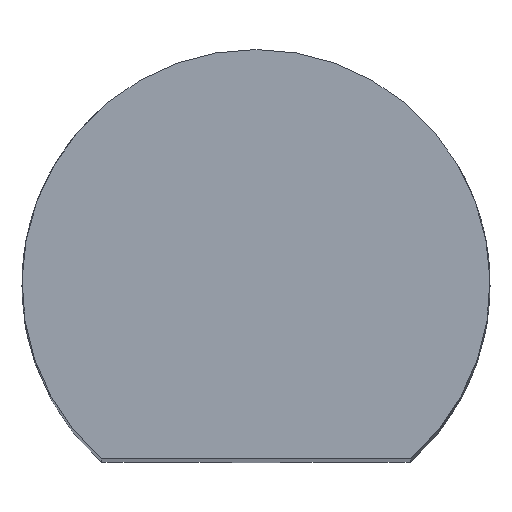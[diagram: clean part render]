
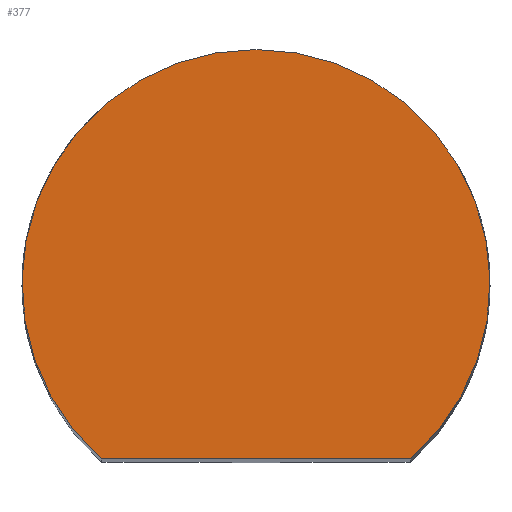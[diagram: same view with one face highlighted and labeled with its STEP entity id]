
A CAD part, top view. The second image highlights one B-rep face of the part: STEP entity #377.
In plain terms, the highlighted planar face has unit normal (0, 0, 1).
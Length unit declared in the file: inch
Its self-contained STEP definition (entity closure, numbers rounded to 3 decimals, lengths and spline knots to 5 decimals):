
#16 = AXIS2_PLACEMENT_3D ( 'NONE', #179, #47, #300 ) ;
#33 = CARTESIAN_POINT ( 'NONE',  ( 0.08268, -0.09375, 0.875 ) ) ;
#45 = FACE_OUTER_BOUND ( 'NONE', #154, .T. ) ;
#47 = DIRECTION ( 'NONE',  ( 0., 0., 1. ) ) ;
#51 = LINE ( 'NONE', #302, #533 ) ;
#84 = PLANE ( 'NONE',  #16 ) ;
#95 = ORIENTED_EDGE ( 'NONE', *, *, #401, .F. ) ;
#149 = VERTEX_POINT ( 'NONE', #33 ) ;
#154 = EDGE_LOOP ( 'NONE', ( #95, #364 ) ) ;
#156 = EDGE_CURVE ( 'NONE', #149, #230, #319, .T. ) ;
#165 = CARTESIAN_POINT ( 'NONE',  ( 0., 0., 0.875 ) ) ;
#179 = CARTESIAN_POINT ( 'NONE',  ( 0., 0., 0.875 ) ) ;
#217 = DIRECTION ( 'NONE',  ( 0., 0., 1. ) ) ;
#230 = VERTEX_POINT ( 'NONE', #265 ) ;
#265 = CARTESIAN_POINT ( 'NONE',  ( -0.08268, -0.09375, 0.875 ) ) ;
#300 = DIRECTION ( 'NONE',  ( 0., -1., 0. ) ) ;
#302 = CARTESIAN_POINT ( 'NONE',  ( 0., -0.09375, 0.875 ) ) ;
#319 = CIRCLE ( 'NONE', #436, 0.125 ) ;
#364 = ORIENTED_EDGE ( 'NONE', *, *, #156, .T. ) ;
#377 = ADVANCED_FACE ( 'NONE', ( #45 ), #84, .T. ) ;
#386 = DIRECTION ( 'NONE',  ( -1., 0., 0. ) ) ;
#401 = EDGE_CURVE ( 'NONE', #149, #230, #51, .T. ) ;
#411 = DIRECTION ( 'NONE',  ( 0., -1., 0. ) ) ;
#436 = AXIS2_PLACEMENT_3D ( 'NONE', #165, #217, #411 ) ;
#533 = VECTOR ( 'NONE', #386, 39.37008 ) ;
